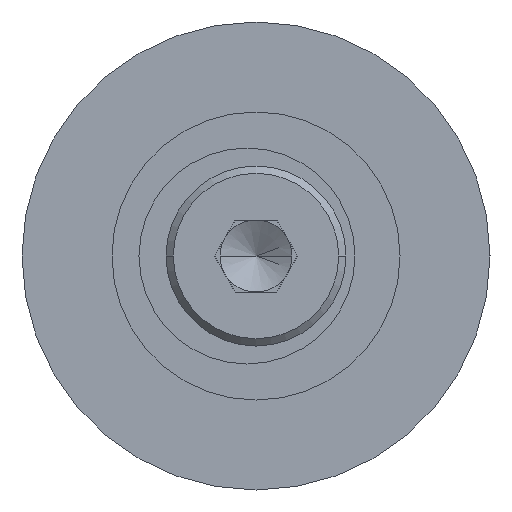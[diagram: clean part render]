
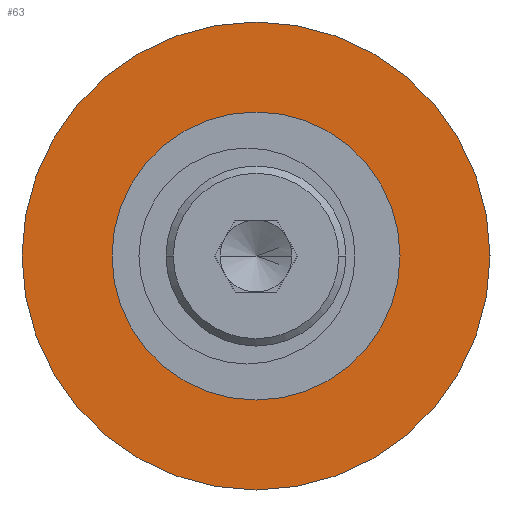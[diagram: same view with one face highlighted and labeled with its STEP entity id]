
A CAD part, left-side view. The second image highlights one B-rep face of the part: STEP entity #63.
In plain terms, the highlighted planar face has unit normal (-1, 0, 0).
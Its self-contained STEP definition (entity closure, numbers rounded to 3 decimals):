
#63=ADVANCED_FACE('',(#109,#110),#111,.T.);
#109=FACE_OUTER_BOUND('',#166,.T.);
#110=FACE_BOUND('',#167,.T.);
#111=PLANE('',#168);
#166=EDGE_LOOP('',(#309,#310));
#167=EDGE_LOOP('',(#311,#312));
#168=AXIS2_PLACEMENT_3D('',#313,#314,#315);
#309=ORIENTED_EDGE('',*,*,#387,.F.);
#310=ORIENTED_EDGE('',*,*,#422,.F.);
#311=ORIENTED_EDGE('',*,*,#393,.T.);
#312=ORIENTED_EDGE('',*,*,#420,.T.);
#313=CARTESIAN_POINT('',(-32.0,21.0,0.0));
#314=DIRECTION('',(-1.0,-0.0,0.0));
#315=DIRECTION('',(0.0,-1.0,-0.0));
#387=EDGE_CURVE('',#451,#454,#455,.T.);
#393=EDGE_CURVE('',#460,#464,#466,.T.);
#420=EDGE_CURVE('',#464,#460,#509,.T.);
#422=EDGE_CURVE('',#454,#451,#511,.T.);
#451=VERTEX_POINT('',#548);
#454=VERTEX_POINT('',#552);
#455=CIRCLE('',#553,26.0);
#460=VERTEX_POINT('',#559);
#464=VERTEX_POINT('',#564);
#466=CIRCLE('',#567,16.0);
#509=CIRCLE('',#630,16.0);
#511=CIRCLE('',#632,26.0);
#548=CARTESIAN_POINT('',(-32.0,26.0,0.0));
#552=CARTESIAN_POINT('',(-32.0,-26.0,0.));
#553=AXIS2_PLACEMENT_3D('',#661,#662,#663);
#559=CARTESIAN_POINT('',(-32.0,16.0,0.0));
#564=CARTESIAN_POINT('',(-32.0,-16.0,0.));
#567=AXIS2_PLACEMENT_3D('',#673,#674,#675);
#630=AXIS2_PLACEMENT_3D('',#714,#715,#716);
#632=AXIS2_PLACEMENT_3D('',#720,#721,#722);
#661=CARTESIAN_POINT('',(-32.0,0.0,0.0));
#662=DIRECTION('',(1.0,0.0,0.0));
#663=DIRECTION('',(0.0,1.0,0.0));
#673=CARTESIAN_POINT('',(-32.0,0.0,0.0));
#674=DIRECTION('',(1.0,0.0,0.0));
#675=DIRECTION('',(0.0,1.0,0.0));
#714=CARTESIAN_POINT('',(-32.0,0.0,0.0));
#715=DIRECTION('',(1.0,0.0,0.0));
#716=DIRECTION('',(0.0,1.0,0.0));
#720=CARTESIAN_POINT('',(-32.0,0.0,0.0));
#721=DIRECTION('',(1.0,0.0,0.0));
#722=DIRECTION('',(0.0,1.0,0.0));
